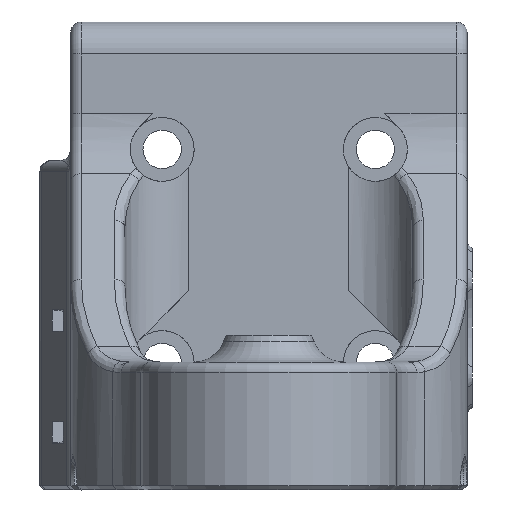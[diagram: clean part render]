
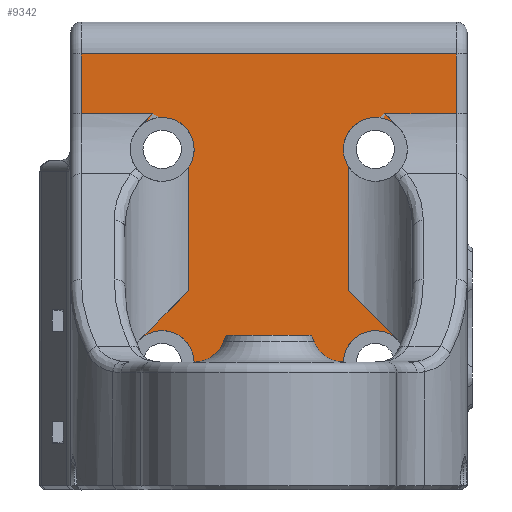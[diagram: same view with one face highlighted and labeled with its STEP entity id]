
A CAD part, front view. The second image highlights one B-rep face of the part: STEP entity #9342.
In plain terms, the highlighted planar face has unit normal (0, -1, 0).
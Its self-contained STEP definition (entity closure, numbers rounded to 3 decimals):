
#294=CIRCLE('',#9947,3.);
#298=CIRCLE('',#9954,3.);
#332=CIRCLE('',#10002,3.);
#333=CIRCLE('',#10003,3.);
#334=CIRCLE('',#10004,3.);
#1067=FACE_OUTER_BOUND('',#1645,.T.);
#1645=EDGE_LOOP('',(#6409,#6410,#6411,#6412,#6413,#6414,#6415,#6416,#6417,
#6418,#6419,#6420,#6421,#6422,#6423,#6424,#6425));
#2307=LINE('',#13854,#3056);
#2308=LINE('',#13860,#3057);
#2311=LINE('',#13868,#3060);
#2312=LINE('',#13874,#3061);
#2314=LINE('',#13879,#3063);
#2317=LINE('',#13948,#3066);
#2320=LINE('',#14003,#3069);
#2330=LINE('',#14063,#3079);
#2347=LINE('',#14127,#3096);
#2348=LINE('',#14131,#3097);
#2349=LINE('',#14135,#3098);
#2350=LINE('',#14136,#3099);
#3056=VECTOR('',#11039,10.);
#3057=VECTOR('',#11044,10.);
#3060=VECTOR('',#11051,10.);
#3061=VECTOR('',#11056,10.);
#3063=VECTOR('',#11060,10.);
#3066=VECTOR('',#11075,10.);
#3069=VECTOR('',#11090,10.);
#3079=VECTOR('',#11152,10.);
#3096=VECTOR('',#11205,10.);
#3097=VECTOR('',#11210,10.);
#3098=VECTOR('',#11215,10.);
#3099=VECTOR('',#11216,10.);
#3887=VERTEX_POINT('',#13850);
#3888=VERTEX_POINT('',#13852);
#3889=VERTEX_POINT('',#13856);
#3891=VERTEX_POINT('',#13859);
#3893=VERTEX_POINT('',#13864);
#3894=VERTEX_POINT('',#13866);
#3895=VERTEX_POINT('',#13870);
#3897=VERTEX_POINT('',#13873);
#3898=VERTEX_POINT('',#13877);
#3899=VERTEX_POINT('',#13878);
#3907=VERTEX_POINT('',#13947);
#3915=VERTEX_POINT('',#14002);
#3926=VERTEX_POINT('',#14031);
#3929=VERTEX_POINT('',#14039);
#3964=VERTEX_POINT('',#14126);
#3965=VERTEX_POINT('',#14130);
#3966=VERTEX_POINT('',#14132);
#4801=EDGE_CURVE('',#3888,#3887,#2307,.T.);
#4803=EDGE_CURVE('',#3891,#3889,#2308,.T.);
#4807=EDGE_CURVE('',#3894,#3893,#2311,.T.);
#4809=EDGE_CURVE('',#3897,#3895,#2312,.T.);
#4811=EDGE_CURVE('',#3898,#3899,#2314,.T.);
#4817=EDGE_CURVE('',#3888,#3899,#294,.T.);
#4823=EDGE_CURVE('',#3887,#3907,#2317,.T.);
#4833=EDGE_CURVE('',#3894,#3907,#298,.T.);
#4835=EDGE_CURVE('',#3893,#3915,#2320,.T.);
#4863=EDGE_CURVE('',#3926,#3929,#2330,.T.);
#4895=EDGE_CURVE('',#3929,#3964,#2347,.T.);
#4897=EDGE_CURVE('',#3965,#3889,#2348,.T.);
#4898=EDGE_CURVE('',#3965,#3966,#332,.T.);
#4899=EDGE_CURVE('',#3966,#3897,#333,.T.);
#4900=EDGE_CURVE('',#3964,#3895,#2349,.T.);
#4901=EDGE_CURVE('',#3915,#3926,#2350,.T.);
#4902=EDGE_CURVE('',#3898,#3891,#334,.T.);
#6409=ORIENTED_EDGE('',*,*,#4897,.F.);
#6410=ORIENTED_EDGE('',*,*,#4898,.T.);
#6411=ORIENTED_EDGE('',*,*,#4899,.T.);
#6412=ORIENTED_EDGE('',*,*,#4809,.T.);
#6413=ORIENTED_EDGE('',*,*,#4900,.F.);
#6414=ORIENTED_EDGE('',*,*,#4895,.F.);
#6415=ORIENTED_EDGE('',*,*,#4863,.F.);
#6416=ORIENTED_EDGE('',*,*,#4901,.F.);
#6417=ORIENTED_EDGE('',*,*,#4835,.F.);
#6418=ORIENTED_EDGE('',*,*,#4807,.F.);
#6419=ORIENTED_EDGE('',*,*,#4833,.T.);
#6420=ORIENTED_EDGE('',*,*,#4823,.F.);
#6421=ORIENTED_EDGE('',*,*,#4801,.F.);
#6422=ORIENTED_EDGE('',*,*,#4817,.T.);
#6423=ORIENTED_EDGE('',*,*,#4811,.F.);
#6424=ORIENTED_EDGE('',*,*,#4902,.T.);
#6425=ORIENTED_EDGE('',*,*,#4803,.T.);
#9071=PLANE('',#10001);
#9342=ADVANCED_FACE('',(#1067),#9071,.F.);
#9947=AXIS2_PLACEMENT_3D('',#13900,#11068,#11069);
#9954=AXIS2_PLACEMENT_3D('',#13994,#11086,#11087);
#10001=AXIS2_PLACEMENT_3D('',#14129,#11208,#11209);
#10002=AXIS2_PLACEMENT_3D('',#14133,#11211,#11212);
#10003=AXIS2_PLACEMENT_3D('',#14134,#11213,#11214);
#10004=AXIS2_PLACEMENT_3D('',#14137,#11217,#11218);
#11039=DIRECTION('',(0.707,0.,0.707));
#11044=DIRECTION('',(-0.707,0.,0.707));
#11051=DIRECTION('',(0.707,0.,0.707));
#11056=DIRECTION('',(-0.707,0.,0.707));
#11060=DIRECTION('',(-1.,0.,0.));
#11068=DIRECTION('center_axis',(0.,1.,0.));
#11069=DIRECTION('ref_axis',(1.,0.,0.));
#11075=DIRECTION('',(0.,0.,1.));
#11086=DIRECTION('center_axis',(0.,1.,0.));
#11087=DIRECTION('ref_axis',(1.,0.,0.));
#11090=DIRECTION('',(-1.,0.,0.));
#11152=DIRECTION('',(1.,0.,0.));
#11205=DIRECTION('',(0.,0.,-1.));
#11208=DIRECTION('center_axis',(0.,1.,0.));
#11209=DIRECTION('ref_axis',(0.,0.,
1.));
#11210=DIRECTION('',(0.,0.,-1.));
#11211=DIRECTION('center_axis',(0.,1.,0.));
#11212=DIRECTION('ref_axis',(1.,0.,0.));
#11213=DIRECTION('center_axis',(0.,1.,0.));
#11214=DIRECTION('ref_axis',(1.,0.,0.));
#11215=DIRECTION('',(-1.,0.,0.));
#11216=DIRECTION('',(0.,0.,1.));
#11217=DIRECTION('center_axis',(0.,1.,0.));
#11218=DIRECTION('ref_axis',(1.,0.,0.));
#13850=CARTESIAN_POINT('',(69.899,83.19,-335.53));
#13852=CARTESIAN_POINT('',(65.274,83.19,-340.155));
#13854=CARTESIAN_POINT('',(65.274,83.19,-340.155));
#13856=CARTESIAN_POINT('',(84.899,83.19,-335.538));
#13859=CARTESIAN_POINT('',(89.517,83.19,-340.155));
#13860=CARTESIAN_POINT('',(89.517,83.19,-340.155));
#13864=CARTESIAN_POINT('',(66.517,83.19,-318.913));
#13866=CARTESIAN_POINT('',(65.274,83.19,-320.155));
#13868=CARTESIAN_POINT('',(65.274,83.19,-320.155));
#13870=CARTESIAN_POINT('',(88.274,83.19,-318.913));
#13873=CARTESIAN_POINT('',(89.517,83.19,-320.155));
#13874=CARTESIAN_POINT('',(89.517,83.19,-320.155));
#13877=CARTESIAN_POINT('',(84.395,83.19,-342.277));
#13878=CARTESIAN_POINT('',(70.395,83.19,-342.277));
#13879=CARTESIAN_POINT('',(68.397,83.19,-342.277));
#13900=CARTESIAN_POINT('Origin',(67.395,83.19,-342.277));
#13947=CARTESIAN_POINT('',(69.899,83.19,-323.929));
#13948=CARTESIAN_POINT('',(69.899,83.19,-315.977));
#13994=CARTESIAN_POINT('Origin',(67.395,83.19,-322.277));
#14002=CARTESIAN_POINT('',(59.799,83.19,-318.913));
#14003=CARTESIAN_POINT('',(59.395,83.19,-318.913));
#14031=CARTESIAN_POINT('',(59.799,83.19,-313.327));
#14039=CARTESIAN_POINT('',(94.999,83.19,-313.327));
#14063=CARTESIAN_POINT('',(67.671,83.19,-313.327));
#14126=CARTESIAN_POINT('',(94.999,83.19,-318.913));
#14127=CARTESIAN_POINT('',(94.999,83.19,-335.927));
#14129=CARTESIAN_POINT('Origin',(59.395,83.19,-319.627));
#14130=CARTESIAN_POINT('',(84.899,83.19,-323.941));
#14131=CARTESIAN_POINT('',(84.899,83.19,-315.977));
#14132=CARTESIAN_POINT('',(84.395,83.19,-322.277));
#14133=CARTESIAN_POINT('Origin',(87.395,83.19,-322.277));
#14134=CARTESIAN_POINT('Origin',(87.395,83.19,-322.277));
#14135=CARTESIAN_POINT('',(59.395,83.19,-318.913));
#14136=CARTESIAN_POINT('',(59.799,83.19,-337.927));
#14137=CARTESIAN_POINT('Origin',(87.395,83.19,-342.277));
